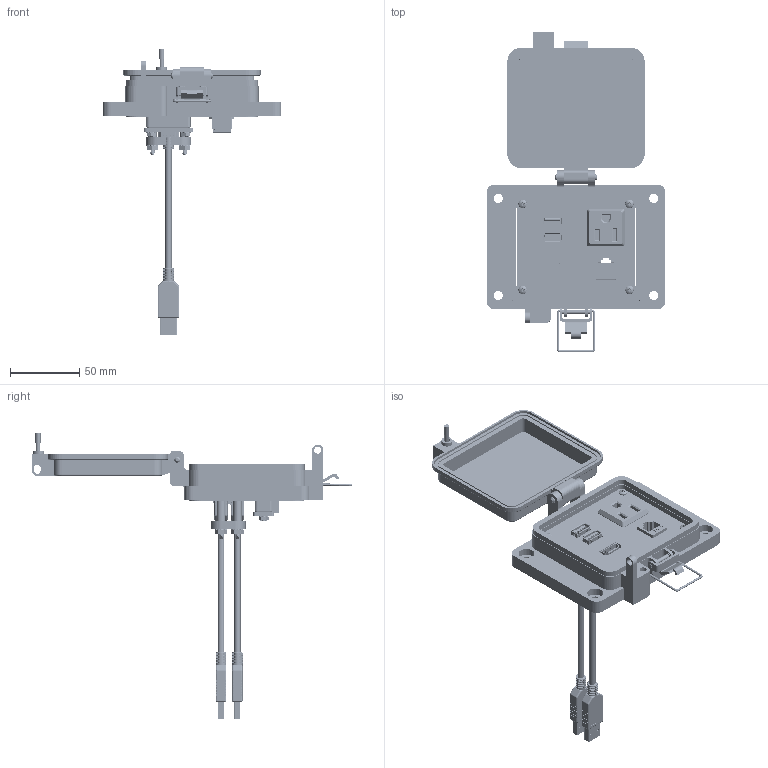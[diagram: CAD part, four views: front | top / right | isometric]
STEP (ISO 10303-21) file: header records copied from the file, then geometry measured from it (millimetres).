
FILE_DESCRIPTION (( 'STEP AP203' ), '1' );
FILE_NAME ('P-P11#2P38R2-K3R0-C3_3D.STEP', '2020-02-12T15:39:48', ( '' ), ( '' ), 'SwSTEP 2.0', 'SolidWorks 2019', '' );
FILE_SCHEMA (( 'CONFIG_CONTROL_DESIGN' ));
Length unit declared in the file: millimetre
Products named in the file (23): 632FH_1-3_4-IN; P-P11#2P38R2-K3R0-C3_TP060_1; -K3; Z-002-4401_4HN_90675A005; P-P11#2P38R2-K3R0-C3_TP120_1; Z-002-632516HN_90675A007; Z-001-SPR_1-1_4; Z-000-44011_4FH_90273A117; Z-000-4243316TFP; Z-300-RJ45CAT5; R2; P-P11#2P38R2-K3R0-C3_TP240_1; P38; P11; Z-200-OTLT-R0SQ; R; 92005A124_METRIC PAN HEAD PHILLIPS MACHINE SCREW_92005A124; Z-H-K3_B; Z-020-3047; P-P11#2P38R2-K3R0-C3_BP180_1; P-P11#2P38R2-K3R0-C3_FP060_1; P-P11#2P38R2-K3R0-C3_3D
Assembly tree (39 placements, depth 3):
  P-P11#2P38R2-K3R0-C3_3D
    P-P11#2P38R2-K3R0-C3_BP180_1
    P-P11#2P38R2-K3R0-C3_TP060_1
    Z-000-4243316TFP  x3
    P38
    P-P11#2P38R2-K3R0-C3_TP120_1
    Z-000-44011_4FH_90273A117  x2
    Z-002-4401_4HN_90675A005  x2
    P11
      Z-020-3047
    P11
      Z-020-3047
    P-P11#2P38R2-K3R0-C3_TP240_1
    632FH_1-3_4-IN  x4
    Z-001-SPR_1-1_4  x4
    Z-002-632516HN_90675A007  x4
    P-P11#2P38R2-K3R0-C3_FP060_1
    R
      Z-200-OTLT-R0SQ
    R2
      Z-300-RJ45CAT5
    -K3
      Z-H-K3_B
    92005A124_METRIC PAN HEAD PHILLIPS MACHINE SCREW_92005A124  x4
Bounding box: 129 x 231.18 x 205.62 mm (x, y, z)
Volume: 211714.6 mm3; surface area: 149777.2 mm2
Topology: 66 solids, 66 shells, 6724 faces, 18993 edges, 12402 vertices
Faces by surface type: cylinder 2919, plane 2911, bspline 532, cone 322, torus 32, sphere 8
Entity records: 146302 total; most frequent: CARTESIAN_POINT 49060, ORIENTED_EDGE 21374, DIRECTION 17538, EDGE_CURVE 10687, VERTEX_POINT 6983, LINE 6794, VECTOR 6794, AXIS2_PLACEMENT_3D 5372
